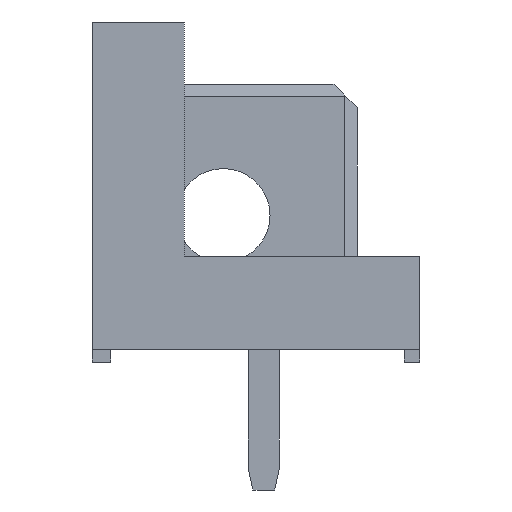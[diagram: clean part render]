
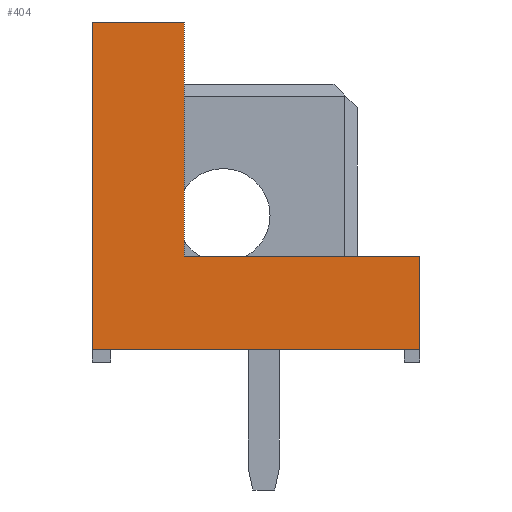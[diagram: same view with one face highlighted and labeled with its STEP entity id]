
A CAD part, left-side view. The second image highlights one B-rep face of the part: STEP entity #404.
In plain terms, the highlighted planar face has unit normal (-1, 0, 0).
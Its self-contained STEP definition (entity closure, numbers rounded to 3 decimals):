
#404 = ADVANCED_FACE( '', ( #980 ), #981, .F. );
#980 = FACE_OUTER_BOUND( '', #1752, .T. );
#981 = PLANE( '', #1753 );
#1752 = EDGE_LOOP( '', ( #2682, #2683, #2684, #2685, #2686, #2687 ) );
#1753 = AXIS2_PLACEMENT_3D( '', #2688, #2689, #2690 );
#2682 = ORIENTED_EDGE( '', *, *, #4995, .F. );
#2683 = ORIENTED_EDGE( '', *, *, #4996, .F. );
#2684 = ORIENTED_EDGE( '', *, *, #4997, .F. );
#2685 = ORIENTED_EDGE( '', *, *, #4998, .F. );
#2686 = ORIENTED_EDGE( '', *, *, #4999, .F. );
#2687 = ORIENTED_EDGE( '', *, *, #5000, .F. );
#2688 = CARTESIAN_POINT( '', ( -12.5, 0., 0. ) );
#2689 = DIRECTION( '', ( 1., 0., 0. ) );
#2690 = DIRECTION( '', ( 0., 0., -1. ) );
#4995 = EDGE_CURVE( '', #6077, #6078, #6079, .T. );
#4996 = EDGE_CURVE( '', #6080, #6077, #6081, .T. );
#4997 = EDGE_CURVE( '', #6082, #6080, #6083, .T. );
#4998 = EDGE_CURVE( '', #6084, #6082, #6085, .T. );
#4999 = EDGE_CURVE( '', #6086, #6084, #6087, .T. );
#5000 = EDGE_CURVE( '', #6078, #6086, #6088, .T. );
#6077 = VERTEX_POINT( '', #7612 );
#6078 = VERTEX_POINT( '', #7613 );
#6079 = LINE( '', #7614, #7615 );
#6080 = VERTEX_POINT( '', #7616 );
#6081 = LINE( '', #7617, #7618 );
#6082 = VERTEX_POINT( '', #7619 );
#6083 = LINE( '', #7620, #7621 );
#6084 = VERTEX_POINT( '', #7622 );
#6085 = LINE( '', #7623, #7624 );
#6086 = VERTEX_POINT( '', #7625 );
#6087 = LINE( '', #7626, #7627 );
#6088 = LINE( '', #7628, #7629 );
#7612 = CARTESIAN_POINT( '', ( -12.5, -3.775, -6.75 ) );
#7613 = CARTESIAN_POINT( '', ( -12.5, 6.725, -6.75 ) );
#7614 = CARTESIAN_POINT( '', ( -12.5, 0., -6.75 ) );
#7615 = VECTOR( '', #9406, 1000. );
#7616 = CARTESIAN_POINT( '', ( -12.5, -3.775, -3.75 ) );
#7617 = CARTESIAN_POINT( '', ( -12.5, -3.775, -7.15 ) );
#7618 = VECTOR( '', #9407, 1000. );
#7619 = CARTESIAN_POINT( '', ( -12.5, 3.775, -3.75 ) );
#7620 = CARTESIAN_POINT( '', ( -12.5, 3.775, -3.75 ) );
#7621 = VECTOR( '', #9408, 1000. );
#7622 = CARTESIAN_POINT( '', ( -12.5, 3.775, 3.75 ) );
#7623 = CARTESIAN_POINT( '', ( -12.5, 3.775, 3.75 ) );
#7624 = VECTOR( '', #9409, 1000. );
#7625 = CARTESIAN_POINT( '', ( -12.5, 6.725, 3.75 ) );
#7626 = CARTESIAN_POINT( '', ( -12.5, 3.775, 3.75 ) );
#7627 = VECTOR( '', #9410, 1000. );
#7628 = CARTESIAN_POINT( '', ( -12.5, 6.725, 3.75 ) );
#7629 = VECTOR( '', #9411, 1000. );
#9406 = DIRECTION( '', ( 0., 1., 0. ) );
#9407 = DIRECTION( '', ( 0., 0., -1. ) );
#9408 = DIRECTION( '', ( 0., -1., 0. ) );
#9409 = DIRECTION( '', ( 0., 0., -1. ) );
#9410 = DIRECTION( '', ( 0., -1., 0. ) );
#9411 = DIRECTION( '', ( 0., 0., 1. ) );
